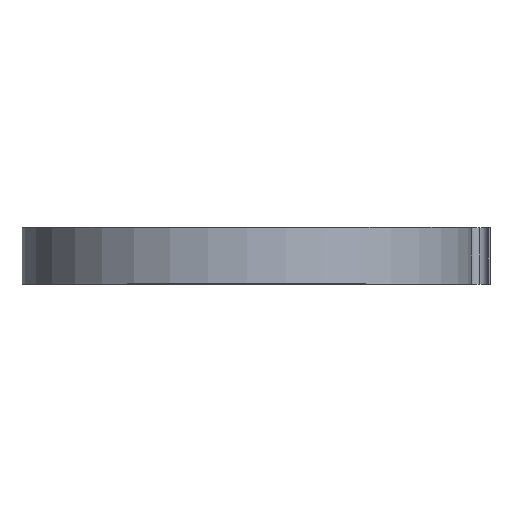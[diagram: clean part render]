
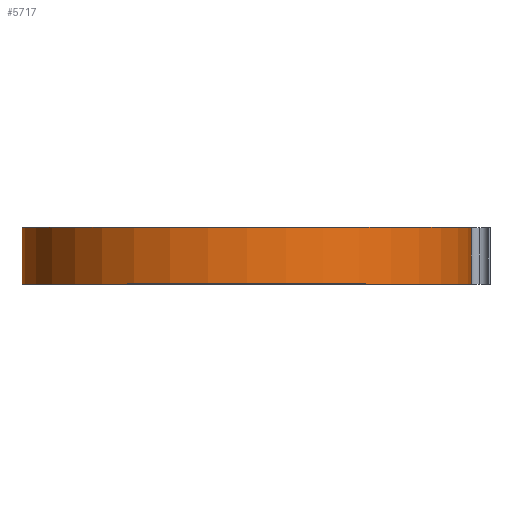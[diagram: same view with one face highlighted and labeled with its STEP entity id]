
A CAD part, top view. The second image highlights one B-rep face of the part: STEP entity #5717.
In plain terms, the highlighted cylindrical face has radius 79.299 mm (diameter 158.598 mm), a partial arc.
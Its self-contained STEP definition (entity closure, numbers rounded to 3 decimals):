
#58 = CIRCLE ( 'NONE', #6011, 79.299 ) ;
#75 = DIRECTION ( 'NONE',  ( 0., -1., 0. ) ) ;
#231 = CARTESIAN_POINT ( 'NONE',  ( -79.299, 20., 0. ) ) ;
#339 = DIRECTION ( 'NONE',  ( 0., 0., -1. ) ) ;
#486 = DIRECTION ( 'NONE',  ( 1., 0., 0. ) ) ;
#1319 = VERTEX_POINT ( 'NONE', #3014 ) ;
#1493 = DIRECTION ( 'NONE',  ( 0., 1., 0. ) ) ;
#1880 = LINE ( 'NONE', #231, #5916 ) ;
#1912 = CARTESIAN_POINT ( 'NONE',  ( -79.299, 0., 0. ) ) ;
#2071 = EDGE_CURVE ( 'NONE', #4864, #1319, #6224, .T. ) ;
#2197 = VERTEX_POINT ( 'NONE', #2959 ) ;
#2270 = CARTESIAN_POINT ( 'NONE',  ( 79.299, 20., 0. ) ) ;
#2356 = CARTESIAN_POINT ( 'NONE',  ( 79.299, 20., 0. ) ) ;
#2367 = DIRECTION ( 'NONE',  ( 0., -1., 0. ) ) ;
#2680 = VERTEX_POINT ( 'NONE', #2270 ) ;
#2959 = CARTESIAN_POINT ( 'NONE',  ( -79.299, 20., 0. ) ) ;
#3014 = CARTESIAN_POINT ( 'NONE',  ( 79.299, 0., 0. ) ) ;
#3162 = DIRECTION ( 'NONE',  ( 1., 0., 0. ) ) ;
#3194 = DIRECTION ( 'NONE',  ( 0., 1., 0. ) ) ;
#3492 = EDGE_CURVE ( 'NONE', #2680, #1319, #4123, .T. ) ;
#3535 = ORIENTED_EDGE ( 'NONE', *, *, #3492, .F. ) ;
#3909 = EDGE_LOOP ( 'NONE', ( #5079, #3535, #4399, #5135 ) ) ;
#4123 = LINE ( 'NONE', #2356, #5288 ) ;
#4277 = FACE_OUTER_BOUND ( 'NONE', #3909, .T. ) ;
#4306 = DIRECTION ( 'NONE',  ( 0., -1., 0. ) ) ;
#4399 = ORIENTED_EDGE ( 'NONE', *, *, #4673, .F. ) ;
#4452 = CARTESIAN_POINT ( 'NONE',  ( 0., 0., 0. ) ) ;
#4673 = EDGE_CURVE ( 'NONE', #2197, #2680, #58, .T. ) ;
#4864 = VERTEX_POINT ( 'NONE', #1912 ) ;
#5079 = ORIENTED_EDGE ( 'NONE', *, *, #2071, .T. ) ;
#5135 = ORIENTED_EDGE ( 'NONE', *, *, #5634, .T. ) ;
#5288 = VECTOR ( 'NONE', #75, 1000. ) ;
#5509 = AXIS2_PLACEMENT_3D ( 'NONE', #4452, #1493, #486 ) ;
#5634 = EDGE_CURVE ( 'NONE', #2197, #4864, #1880, .T. ) ;
#5717 = ADVANCED_FACE ( 'NONE', ( #4277 ), #7192, .T. ) ;
#5916 = VECTOR ( 'NONE', #2367, 1000. ) ;
#6011 = AXIS2_PLACEMENT_3D ( 'NONE', #6017, #3194, #3162 ) ;
#6017 = CARTESIAN_POINT ( 'NONE',  ( 0., 20., 0. ) ) ;
#6224 = CIRCLE ( 'NONE', #5509, 79.299 ) ;
#6536 = CARTESIAN_POINT ( 'NONE',  ( 0., 20., 0. ) ) ;
#6744 = AXIS2_PLACEMENT_3D ( 'NONE', #6536, #4306, #339 ) ;
#7192 = CYLINDRICAL_SURFACE ( 'NONE', #6744, 79.299 ) ;
